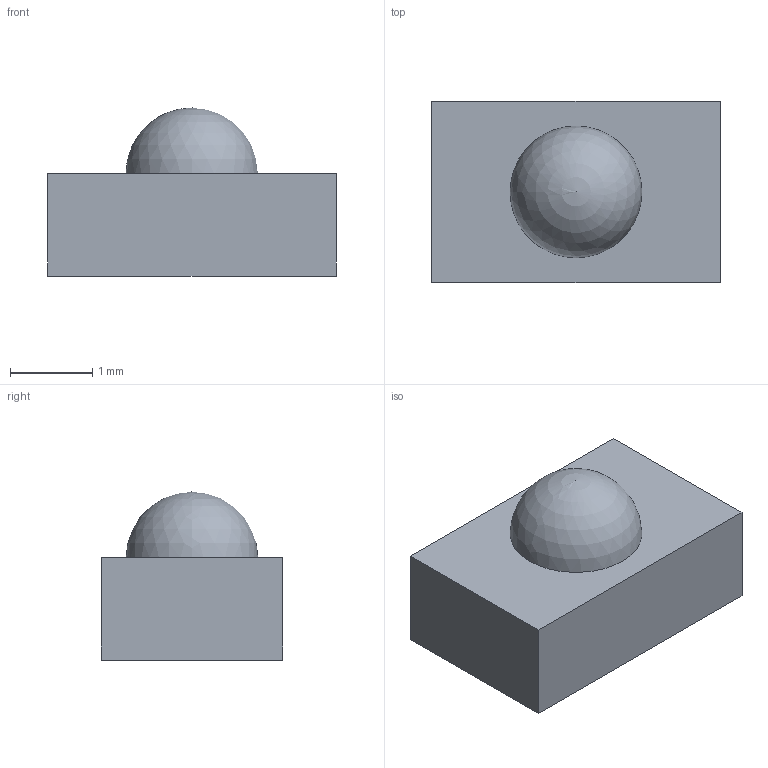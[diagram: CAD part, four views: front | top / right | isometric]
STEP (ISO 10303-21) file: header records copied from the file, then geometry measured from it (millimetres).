
FILE_DESCRIPTION(/* description */ ('STEP AP203'),/* implementation_level */ '2;1');
FILE_NAME(/* name */ '68a1f04ad9b9342ccbbde574',/* time_stamp */ '2025-08-17T15:07:54Z',/* author */ (''),/* organization */ (''),/* preprocessor_version */ 'ST-DEVELOPER v20',/* originating_system */ 'ONSHAPE BY PTC INC, 1.202',/* authorisation */ ' ');
FILE_SCHEMA (('CONFIG_CONTROL_DESIGN'));
Length unit declared in the file: metre
Products named in the file (3): Assembly 1; Part 1; Surface 1
Assembly tree (2 placements, depth 2):
  Assembly 1
    Part 1
    Surface 1
Bounding box: 3.5 x 2.2 x 2.04 mm (x, y, z)
Volume: 9.5 mm3; surface area: 33.6 mm2
Topology: 1 solids, 2 shells, 7 faces, 16 edges, 11 vertices
Faces by surface type: plane 6, sphere 1
Entity records: 253 total; most frequent: DIRECTION 34, CARTESIAN_POINT 32, ORIENTED_EDGE 25, EDGE_CURVE 13, LINE 12, VECTOR 12, AXIS2_PLACEMENT_3D 11, VERTEX_POINT 9
